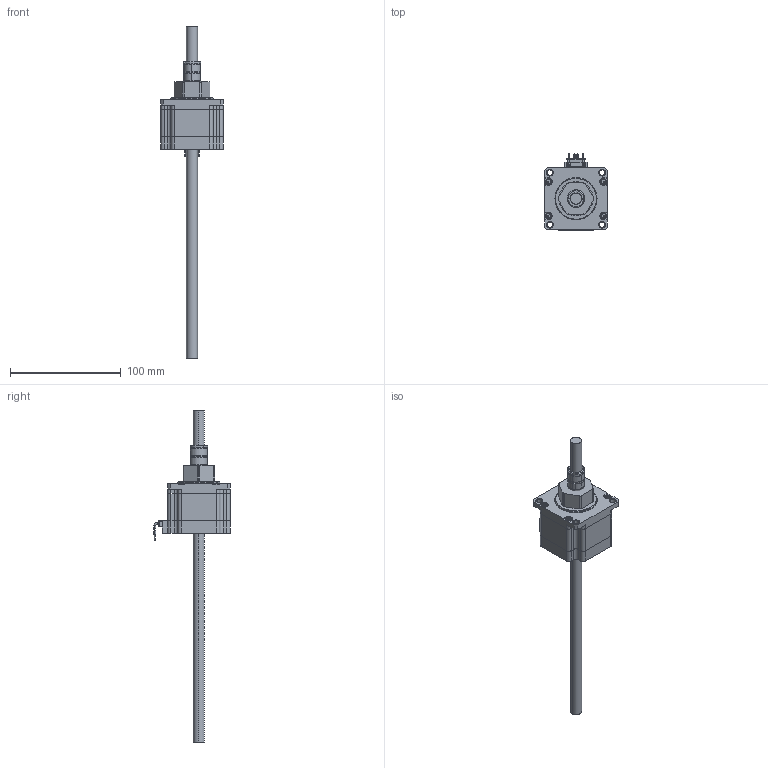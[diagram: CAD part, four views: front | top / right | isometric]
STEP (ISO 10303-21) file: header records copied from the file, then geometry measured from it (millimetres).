
FILE_DESCRIPTION (( 'STEP AP214' ), '1' );
FILE_NAME ('CustomScrew_BADD9195FE.step', '2023-02-20T20:24:08', ( '' ), ( '' ), 'SwSTEP 2.0', 'SolidWorks 2019', '' );
FILE_SCHEMA (( 'AUTOMOTIVE_DESIGN' ));
Length unit declared in the file: inch
Products named in the file (5): 5ta4GwaEnq_CADModel_0; 5ta4GwaEnq_CADModel_1; CustomScrew_BADD9195FE
Assembly tree (2 placements, depth 2):
  5ta4GwaEnq_CADModel_0
  5ta4GwaEnq_CADModel_1
  CustomScrew_BADD9195FE
    5ta4GwaEnq_CADModel_1
    5ta4GwaEnq_CADModel_0
Bounding box: 56.4 x 68.71 x 300 mm (x, y, z)
Volume: 158350.9 mm3; surface area: 47557.1 mm2
Topology: 12 solids, 12 shells, 702 faces, 1814 edges, 1194 vertices
Faces by surface type: plane 402, cylinder 219, cone 52, bspline 15, torus 14
Entity records: 33112 total; most frequent: CARTESIAN_POINT 6503, ORIENTED_EDGE 3628, DIRECTION 3499, EDGE_CURVE 1814, VECTOR 1209, LINE 1209, VERTEX_POINT 1194, AXIS2_PLACEMENT_3D 1145
